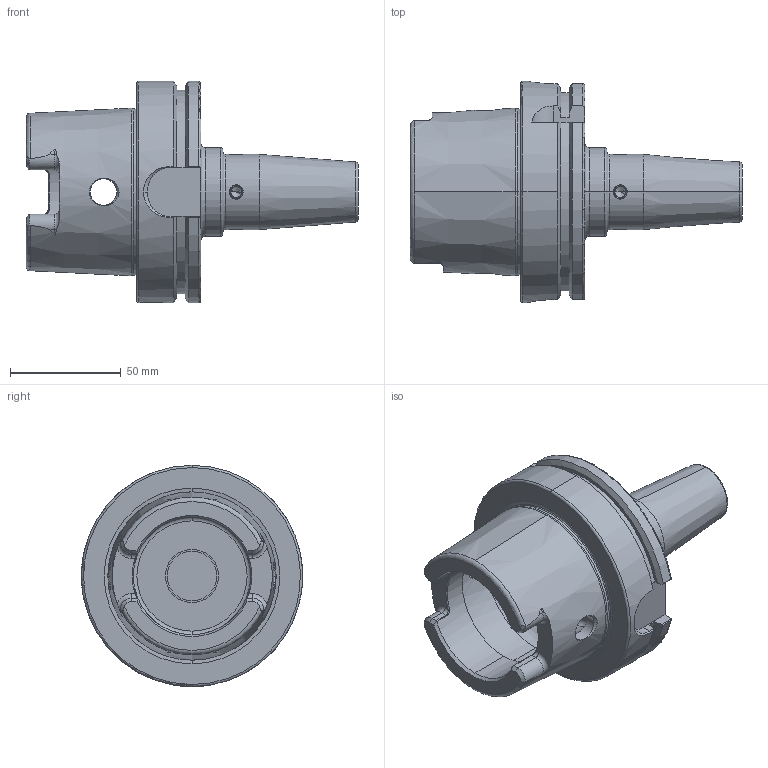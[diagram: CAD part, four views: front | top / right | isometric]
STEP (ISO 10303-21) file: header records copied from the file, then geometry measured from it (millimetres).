
FILE_DESCRIPTION((''),'2;1');
FILE_NAME('HSK100A_15_875_100','2020-12-24T13:40:19',('user'),(''),'CREO PARAMETRIC BY PTC INC, 2018400','CREO PARAMETRIC BY PTC INC, 2018400','');
FILE_SCHEMA(('CONFIG_CONTROL_DESIGN'));
Length unit declared in the file: millimetre
Products named in the file (1): HSK100A_15_875_100
Bounding box: 150 x 100 x 100 mm (x, y, z)
Volume: 298639.3 mm3; surface area: 61866.8 mm2
Topology: 1 solids, 6 shells, 213 faces, 553 edges, 347 vertices
Faces by surface type: cylinder 70, plane 57, cone 45, torus 29, bspline 12
Entity records: 8031 total; most frequent: CARTESIAN_POINT 2900, ORIENTED_EDGE 1072, DIRECTION 1052, EDGE_CURVE 545, AXIS2_PLACEMENT_3D 426, VERTEX_POINT 347, EDGE_LOOP 231, CIRCLE 224
